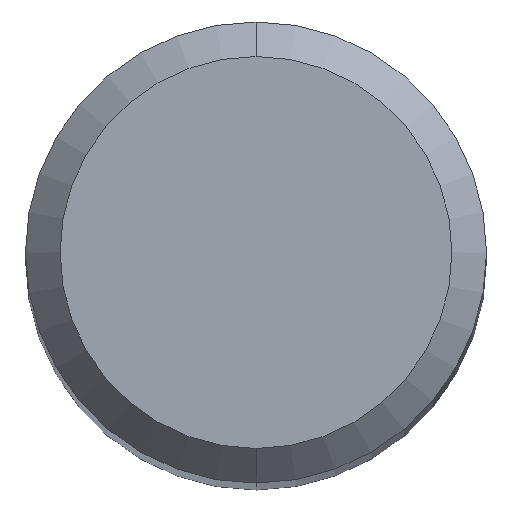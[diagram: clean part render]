
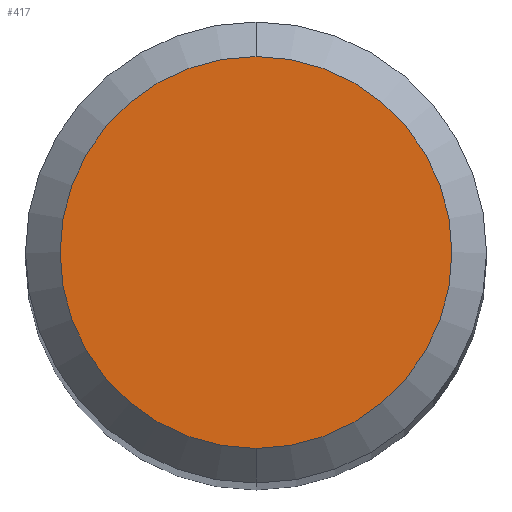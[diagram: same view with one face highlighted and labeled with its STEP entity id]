
A CAD part, top view. The second image highlights one B-rep face of the part: STEP entity #417.
In plain terms, the highlighted planar face has unit normal (0, 0, 1).
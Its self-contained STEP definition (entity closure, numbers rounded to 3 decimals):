
#363=VERTEX_POINT('',#1027);
#417=ADVANCED_FACE('',(#1088),#1089,.T.);
#427=EDGE_CURVE('',#363,#727,#1099,.T.);
#541=EDGE_CURVE('',#727,#363,#1231,.T.);
#727=VERTEX_POINT('',#1428);
#1027=CARTESIAN_POINT('',(0.,-1.7,0.0));
#1088=FACE_OUTER_BOUND('',#2081,.T.);
#1089=PLANE('',#2082);
#1099=CIRCLE('',#2108,1.7);
#1231=CIRCLE('',#2702,1.7);
#1428=CARTESIAN_POINT('',(0.0,1.7,0.0));
#2081=EDGE_LOOP('',(#4645,#4646));
#2082=AXIS2_PLACEMENT_3D('',#4647,#4648,#4649);
#2108=AXIS2_PLACEMENT_3D('',#4653,#4654,#4655);
#2702=AXIS2_PLACEMENT_3D('',#4863,#4864,#4865);
#4645=ORIENTED_EDGE('',*,*,#541,.F.);
#4646=ORIENTED_EDGE('',*,*,#427,.F.);
#4647=CARTESIAN_POINT('',(0.0,0.85,0.0));
#4648=DIRECTION('',(-0.0,0.0,1.0));
#4649=DIRECTION('',(0.0,-1.0,0.0));
#4653=CARTESIAN_POINT('',(0.0,0.0,0.0));
#4654=DIRECTION('',(0.0,0.0,-1.0));
#4655=DIRECTION('',(0.0,1.0,0.0));
#4863=CARTESIAN_POINT('',(0.0,0.0,0.0));
#4864=DIRECTION('',(0.0,0.0,-1.0));
#4865=DIRECTION('',(0.0,1.0,0.0));
